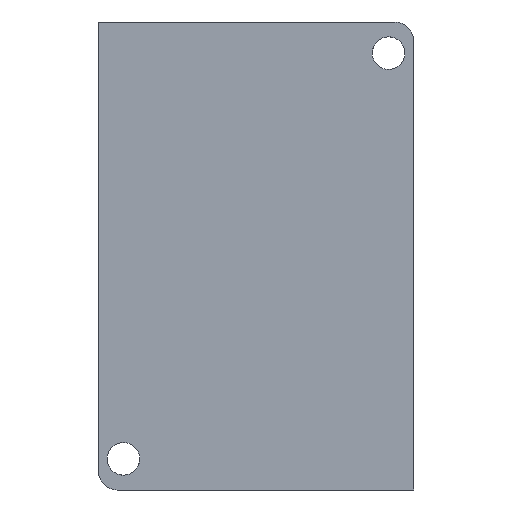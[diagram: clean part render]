
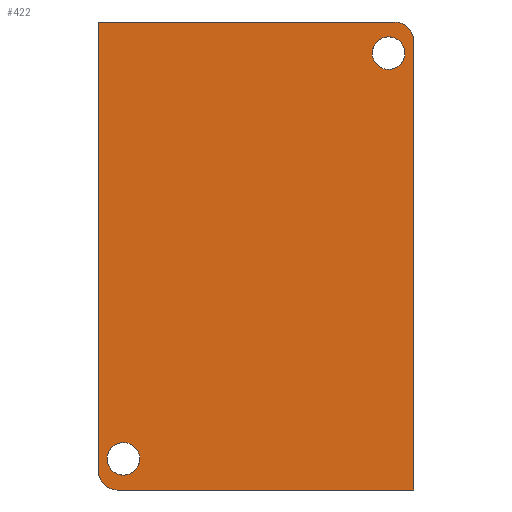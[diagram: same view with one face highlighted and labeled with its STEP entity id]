
A CAD part, front view. The second image highlights one B-rep face of the part: STEP entity #422.
In plain terms, the highlighted planar face has unit normal (0, -1, 0).
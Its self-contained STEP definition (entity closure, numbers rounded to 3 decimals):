
#23 = CARTESIAN_POINT ( 'NONE',  ( -17.75, -2.25, -30. ) ) ;
#24 = DIRECTION ( 'NONE',  ( 1., 0., 0. ) ) ;
#25 = VECTOR ( 'NONE', #24, 1000. ) ;
#26 = CARTESIAN_POINT ( 'NONE',  ( -20.25, -2.25, -30. ) ) ;
#27 = LINE ( 'NONE', #26, #25 ) ;
#29 = DIRECTION ( 'NONE',  ( 1., 0., 0. ) ) ;
#30 = VECTOR ( 'NONE', #29, 1000. ) ;
#97 = CARTESIAN_POINT ( 'NONE',  ( -17.75, -2.25, -30. ) ) ;
#98 = CARTESIAN_POINT ( 'NONE',  ( -19.215, -2.25, -30. ) ) ;
#99 = CARTESIAN_POINT ( 'NONE',  ( -20.25, -2.25, -28.965 ) ) ;
#100 = CARTESIAN_POINT ( 'NONE',  ( -20.25, -2.25, -27.5 ) ) ;
#101 =( BOUNDED_CURVE ( )  B_SPLINE_CURVE ( 3, ( #100, #99, #98, #97 ),
 .UNSPECIFIED., .F., .T. ) 
 B_SPLINE_CURVE_WITH_KNOTS ( ( 4, 4 ),
 ( 5.498, 7.068 ),
 .UNSPECIFIED. ) 
 CURVE ( )  GEOMETRIC_REPRESENTATION_ITEM ( )  RATIONAL_B_SPLINE_CURVE ( ( 1., 0.805, 0.805, 1. ) ) 
 REPRESENTATION_ITEM ( '' )  );
#392 = ORIENTED_EDGE ( 'NONE', *, *, #449, .T. ) ;
#393 = EDGE_LOOP ( 'NONE', ( #417, #425 ) ) ;
#397 = EDGE_CURVE ( 'NONE', #443, #415, #663, .T. ) ;
#398 = EDGE_CURVE ( 'NONE', #428, #429, #670, .T. ) ;
#399 = ORIENTED_EDGE ( 'NONE', *, *, #398, .T. ) ;
#400 = VERTEX_POINT ( 'NONE', #707 ) ;
#401 = EDGE_CURVE ( 'NONE', #428, #400, #684, .T. ) ;
#406 = VERTEX_POINT ( 'NONE', #710 ) ;
#407 = EDGE_CURVE ( 'NONE', #411, #406, #700, .T. ) ;
#411 = VERTEX_POINT ( 'NONE', #706 ) ;
#415 = VERTEX_POINT ( 'NONE', #701 ) ;
#417 = ORIENTED_EDGE ( 'NONE', *, *, #418, .T. ) ;
#418 = EDGE_CURVE ( 'NONE', #406, #411, #720, .T. ) ;
#422 = ADVANCED_FACE ( 'NONE', ( #676, #675, #690 ), #681, .F. ) ;
#423 = EDGE_LOOP ( 'NONE', ( #424, #392 ) ) ;
#424 = ORIENTED_EDGE ( 'NONE', *, *, #397, .T. ) ;
#425 = ORIENTED_EDGE ( 'NONE', *, *, #407, .T. ) ;
#426 = EDGE_LOOP ( 'NONE', ( #427, #399, #538, #539, #540, #458 ) ) ;
#427 = ORIENTED_EDGE ( 'NONE', *, *, #401, .F. ) ;
#428 = VERTEX_POINT ( 'NONE', #688 ) ;
#429 = VERTEX_POINT ( 'NONE', #727 ) ;
#430 = VERTEX_POINT ( 'NONE', #726 ) ;
#431 = EDGE_CURVE ( 'NONE', #430, #438, #725, .T. ) ;
#438 = VERTEX_POINT ( 'NONE', #805 ) ;
#443 = VERTEX_POINT ( 'NONE', #753 ) ;
#449 = EDGE_CURVE ( 'NONE', #415, #443, #771, .T. ) ;
#458 = ORIENTED_EDGE ( 'NONE', *, *, #478, .T. ) ;
#475 = EDGE_CURVE ( 'NONE', #430, #429, #668, .T. ) ;
#478 = EDGE_CURVE ( 'NONE', #479, #400, #27, .T. ) ;
#479 = VERTEX_POINT ( 'NONE', #23 ) ;
#538 = ORIENTED_EDGE ( 'NONE', *, *, #475, .F. ) ;
#539 = ORIENTED_EDGE ( 'NONE', *, *, #431, .T. ) ;
#540 = ORIENTED_EDGE ( 'NONE', *, *, #541, .T. ) ;
#541 = EDGE_CURVE ( 'NONE', #438, #479, #101, .T. ) ;
#621 = DIRECTION ( 'NONE',  ( 0., 0., 1. ) ) ;
#663 = CIRCLE ( 'NONE', #667, 2.1 ) ;
#664 = DIRECTION ( 'NONE',  ( 0., 1., 0. ) ) ;
#665 = CARTESIAN_POINT ( 'NONE',  ( -17., -2.25, -26. ) ) ;
#667 = AXIS2_PLACEMENT_3D ( 'NONE', #665, #664, #621 ) ;
#668 = LINE ( 'NONE', #669, #30 ) ;
#669 = CARTESIAN_POINT ( 'NONE',  ( -20.25, -2.25, 30. ) ) ;
#670 =( BOUNDED_CURVE ( )  B_SPLINE_CURVE ( 3, ( #694, #708, #674, #673 ),
 .UNSPECIFIED., .F., .T. ) 
 B_SPLINE_CURVE_WITH_KNOTS ( ( 4, 4 ),
 ( 2.356, 3.927 ),
 .UNSPECIFIED. ) 
 CURVE ( )  GEOMETRIC_REPRESENTATION_ITEM ( )  RATIONAL_B_SPLINE_CURVE ( ( 1., 0.805, 0.805, 1. ) ) 
 REPRESENTATION_ITEM ( '' )  );
#673 = CARTESIAN_POINT ( 'NONE',  ( 17.75, -2.25, 30. ) ) ;
#674 = CARTESIAN_POINT ( 'NONE',  ( 19.215, -2.25, 30. ) ) ;
#675 = FACE_BOUND ( 'NONE', #393, .T. ) ;
#676 = FACE_BOUND ( 'NONE', #423, .T. ) ;
#681 = PLANE ( 'NONE',  #689 ) ;
#682 = DIRECTION ( 'NONE',  ( 0., 0., -1. ) ) ;
#683 = CARTESIAN_POINT ( 'NONE',  ( 20.25, -2.25, 30. ) ) ;
#684 = LINE ( 'NONE', #683, #697 ) ;
#685 = DIRECTION ( 'NONE',  ( -1., 0., 0. ) ) ;
#686 = DIRECTION ( 'NONE',  ( 0., 1., 0. ) ) ;
#687 = CARTESIAN_POINT ( 'NONE',  ( -20.25, -2.25, 30. ) ) ;
#688 = CARTESIAN_POINT ( 'NONE',  ( 20.25, -2.25, 27.5 ) ) ;
#689 = AXIS2_PLACEMENT_3D ( 'NONE', #687, #686, #685 ) ;
#690 = FACE_OUTER_BOUND ( 'NONE', #426, .T. ) ;
#693 = DIRECTION ( 'NONE',  ( 0., 0., 1. ) ) ;
#694 = CARTESIAN_POINT ( 'NONE',  ( 20.25, -2.25, 27.5 ) ) ;
#697 = VECTOR ( 'NONE', #682, 1000. ) ;
#698 = DIRECTION ( 'NONE',  ( 0., 1., 0. ) ) ;
#699 = AXIS2_PLACEMENT_3D ( 'NONE', #709, #698, #693 ) ;
#700 = CIRCLE ( 'NONE', #699, 2.1 ) ;
#701 = CARTESIAN_POINT ( 'NONE',  ( -17., -2.25, -28.1 ) ) ;
#706 = CARTESIAN_POINT ( 'NONE',  ( 17., -2.25, 23.9 ) ) ;
#707 = CARTESIAN_POINT ( 'NONE',  ( 20.25, -2.25, -30. ) ) ;
#708 = CARTESIAN_POINT ( 'NONE',  ( 20.25, -2.25, 28.965 ) ) ;
#709 = CARTESIAN_POINT ( 'NONE',  ( 17., -2.25, 26. ) ) ;
#710 = CARTESIAN_POINT ( 'NONE',  ( 17., -2.25, 28.1 ) ) ;
#716 = DIRECTION ( 'NONE',  ( 0., 0., 1. ) ) ;
#717 = DIRECTION ( 'NONE',  ( 0., 1., 0. ) ) ;
#718 = CARTESIAN_POINT ( 'NONE',  ( 17., -2.25, 26. ) ) ;
#719 = AXIS2_PLACEMENT_3D ( 'NONE', #718, #717, #716 ) ;
#720 = CIRCLE ( 'NONE', #719, 2.1 ) ;
#722 = DIRECTION ( 'NONE',  ( 0., 0., -1. ) ) ;
#723 = VECTOR ( 'NONE', #722, 1000. ) ;
#724 = CARTESIAN_POINT ( 'NONE',  ( -20.25, -2.25, 30. ) ) ;
#725 = LINE ( 'NONE', #724, #723 ) ;
#726 = CARTESIAN_POINT ( 'NONE',  ( -20.25, -2.25, 30. ) ) ;
#727 = CARTESIAN_POINT ( 'NONE',  ( 17.75, -2.25, 30. ) ) ;
#753 = CARTESIAN_POINT ( 'NONE',  ( -17., -2.25, -23.9 ) ) ;
#769 = CARTESIAN_POINT ( 'NONE',  ( -17., -2.25, -26. ) ) ;
#770 = AXIS2_PLACEMENT_3D ( 'NONE', #769, #793, #792 ) ;
#771 = CIRCLE ( 'NONE', #770, 2.1 ) ;
#792 = DIRECTION ( 'NONE',  ( 0., 0., 1. ) ) ;
#793 = DIRECTION ( 'NONE',  ( 0., 1., 0. ) ) ;
#805 = CARTESIAN_POINT ( 'NONE',  ( -20.25, -2.25, -27.5 ) ) ;
